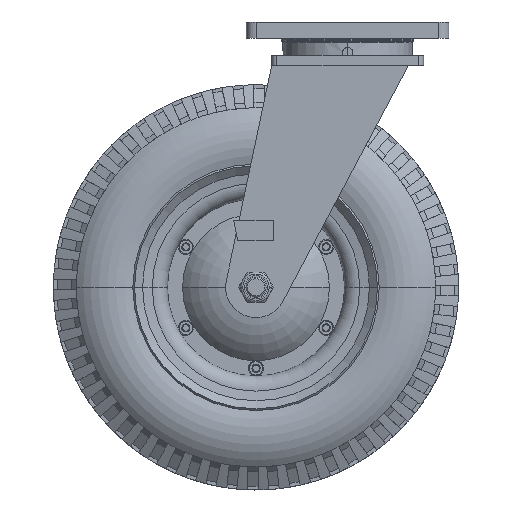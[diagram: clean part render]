
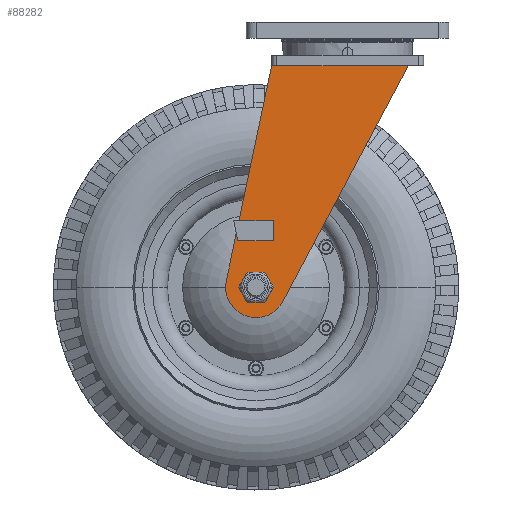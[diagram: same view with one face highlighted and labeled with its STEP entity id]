
A CAD part, top view. The second image highlights one B-rep face of the part: STEP entity #88282.
In plain terms, the highlighted planar face has unit normal (0, 0, 1).
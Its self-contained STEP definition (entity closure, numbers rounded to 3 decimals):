
#1902 = VECTOR ( 'NONE', #11174, 1000. ) ;
#8945 = AXIS2_PLACEMENT_3D ( 'NONE', #75307, #67601, #81708 ) ;
#10172 = DIRECTION ( 'NONE',  ( -0.206, -0.979, 0. ) ) ;
#11174 = DIRECTION ( 'NONE',  ( -1., 0., 0. ) ) ;
#11989 = LINE ( 'NONE', #47974, #56339 ) ;
#13619 = ORIENTED_EDGE ( 'NONE', *, *, #41976, .T. ) ;
#13657 = VERTEX_POINT ( 'NONE', #48347 ) ;
#21497 = ORIENTED_EDGE ( 'NONE', *, *, #81892, .T. ) ;
#22222 = LINE ( 'NONE', #79502, #1902 ) ;
#22731 = ORIENTED_EDGE ( 'NONE', *, *, #53359, .F. ) ;
#22799 = VERTEX_POINT ( 'NONE', #62830 ) ;
#23036 = EDGE_LOOP ( 'NONE', ( #81582, #85707, #22731, #80962, #96658 ) ) ;
#24031 = CIRCLE ( 'NONE', #56992, 10. ) ;
#25027 = DIRECTION ( 'NONE',  ( -1., 0., 0. ) ) ;
#26714 = EDGE_LOOP ( 'NONE', ( #21497, #13619 ) ) ;
#27985 = LINE ( 'NONE', #93592, #95155 ) ;
#30237 = CARTESIAN_POINT ( 'NONE',  ( -100.5, -262., 75. ) ) ;
#31241 = DIRECTION ( 'NONE',  ( 0., 0., -1. ) ) ;
#33163 = CIRCLE ( 'NONE', #82444, 30. ) ;
#35386 = VERTEX_POINT ( 'NONE', #42066 ) ;
#36176 = AXIS2_PLACEMENT_3D ( 'NONE', #61003, #76034, #99161 ) ;
#39458 = PLANE ( 'NONE',  #75394 ) ;
#39621 = EDGE_CURVE ( 'NONE', #35386, #22799, #11989, .T. ) ;
#41976 = EDGE_CURVE ( 'NONE', #93866, #97516, #78678, .T. ) ;
#42066 = CARTESIAN_POINT ( 'NONE',  ( 60., -43., 75. ) ) ;
#42375 = DIRECTION ( 'NONE',  ( -1., 0., 0. ) ) ;
#43028 = CARTESIAN_POINT ( 'NONE',  ( -119.855, -255.813, 75. ) ) ;
#45727 = DIRECTION ( 'NONE',  ( -1., 0., 0. ) ) ;
#45769 = EDGE_CURVE ( 'NONE', #22799, #13657, #56516, .T. ) ;
#47515 = DIRECTION ( 'NONE',  ( 0., 0., -1. ) ) ;
#47974 = CARTESIAN_POINT ( 'NONE',  ( -64.4, -276.814, 75. ) ) ;
#48347 = CARTESIAN_POINT ( 'NONE',  ( -120.5, -262., 75. ) ) ;
#48485 = CARTESIAN_POINT ( 'NONE',  ( -75., -43., 75. ) ) ;
#50125 = CARTESIAN_POINT ( 'NONE',  ( -90.5, -262., 75. ) ) ;
#53359 = EDGE_CURVE ( 'NONE', #13657, #90317, #33163, .T. ) ;
#56339 = VECTOR ( 'NONE', #79135, 1000. ) ;
#56516 = CIRCLE ( 'NONE', #8945, 30. ) ;
#56992 = AXIS2_PLACEMENT_3D ( 'NONE', #50125, #65499, #42375 ) ;
#61003 = CARTESIAN_POINT ( 'NONE',  ( -90.5, -262., 75. ) ) ;
#62646 = CARTESIAN_POINT ( 'NONE',  ( 60., -343., 75. ) ) ;
#62830 = CARTESIAN_POINT ( 'NONE',  ( -64.015, -276.091, 75. ) ) ;
#64342 = FACE_BOUND ( 'NONE', #26714, .T. ) ;
#65499 = DIRECTION ( 'NONE',  ( 0., 0., -1. ) ) ;
#66739 = FACE_OUTER_BOUND ( 'NONE', #23036, .T. ) ;
#67601 = DIRECTION ( 'NONE',  ( 0., 0., -1. ) ) ;
#75307 = CARTESIAN_POINT ( 'NONE',  ( -90.5, -262., 75. ) ) ;
#75394 = AXIS2_PLACEMENT_3D ( 'NONE', #62646, #47515, #25027 ) ;
#76034 = DIRECTION ( 'NONE',  ( 0., 0., -1. ) ) ;
#76897 = CARTESIAN_POINT ( 'NONE',  ( -90.5, -262., 75. ) ) ;
#78678 = CIRCLE ( 'NONE', #36176, 10. ) ;
#79135 = DIRECTION ( 'NONE',  ( -0.47, -0.883, 0. ) ) ;
#79502 = CARTESIAN_POINT ( 'NONE',  ( 60., -43., 75. ) ) ;
#80962 = ORIENTED_EDGE ( 'NONE', *, *, #45769, .F. ) ;
#81582 = ORIENTED_EDGE ( 'NONE', *, *, #94381, .T. ) ;
#81708 = DIRECTION ( 'NONE',  ( -1., 0., 0. ) ) ;
#81892 = EDGE_CURVE ( 'NONE', #97516, #93866, #24031, .T. ) ;
#82444 = AXIS2_PLACEMENT_3D ( 'NONE', #76897, #31241, #45727 ) ;
#85707 = ORIENTED_EDGE ( 'NONE', *, *, #96150, .T. ) ;
#87633 = CARTESIAN_POINT ( 'NONE',  ( -80.5, -262., 75. ) ) ;
#88282 = ADVANCED_FACE ( 'NONE', ( #64342, #66739 ), #39458, .F. ) ;
#90317 = VERTEX_POINT ( 'NONE', #43028 ) ;
#93592 = CARTESIAN_POINT ( 'NONE',  ( -129.8, -302.995, 75. ) ) ;
#93777 = VERTEX_POINT ( 'NONE', #48485 ) ;
#93866 = VERTEX_POINT ( 'NONE', #87633 ) ;
#94381 = EDGE_CURVE ( 'NONE', #35386, #93777, #22222, .T. ) ;
#95155 = VECTOR ( 'NONE', #10172, 1000. ) ;
#96150 = EDGE_CURVE ( 'NONE', #93777, #90317, #27985, .T. ) ;
#96658 = ORIENTED_EDGE ( 'NONE', *, *, #39621, .F. ) ;
#97516 = VERTEX_POINT ( 'NONE', #30237 ) ;
#99161 = DIRECTION ( 'NONE',  ( -1., 0., 0. ) ) ;
